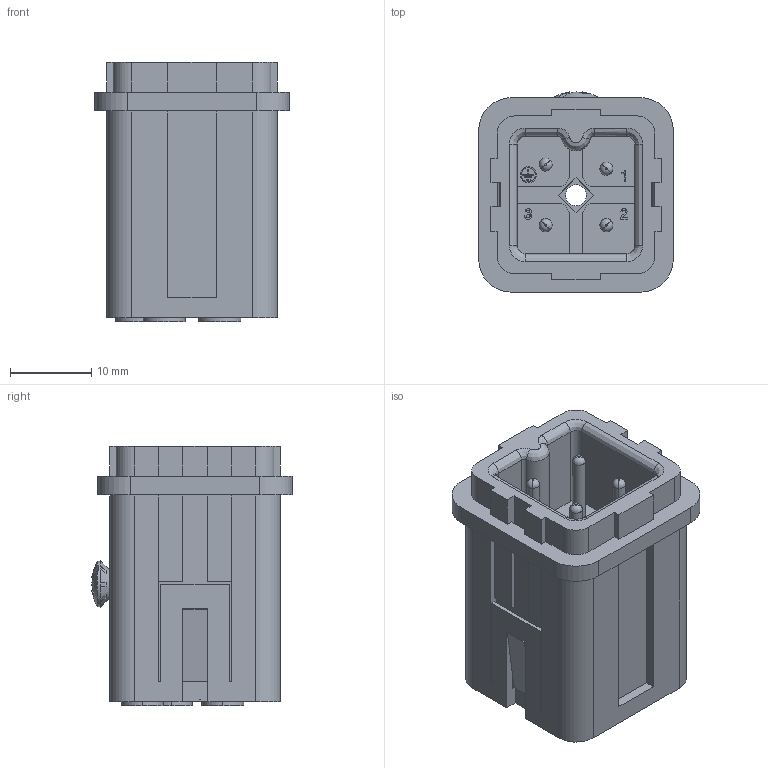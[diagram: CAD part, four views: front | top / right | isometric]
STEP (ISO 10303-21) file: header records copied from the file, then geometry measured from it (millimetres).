
FILE_DESCRIPTION(('Creo Elements/Direct Modeling STEP Export'),'2;1');
FILE_NAME('0lndrr03le7e6mo1280','2014-10-28T14:56:53',(''),(''),'Creo Elements/Direct Modeling STEP processor for AP214 (Solid Model)','Creo Elements/Direct Modeling 18.1F 24-Jul-2014 (C) Parametric Technology GmbH','');
FILE_SCHEMA(('AUTOMOTIVE_DESIGN { 1 0 10303 214 1 1 1 1 }'));
Length unit declared in the file: millimetre
Products named in the file (2): CKSM_03
Assembly tree (1 placements, depth 2):
  CKSM_03
    CKSM_03
Bounding box: 24 x 24.74 x 32 mm (x, y, z)
Volume: 9788.3 mm3; surface area: 6604.1 mm2
Topology: 1 solids, 1 shells, 684 faces, 1894 edges, 1248 vertices
Faces by surface type: plane 566, cylinder 84, bspline 12, cone 12, torus 8, sphere 2
Entity records: 28454 total; most frequent: CARTESIAN_POINT 6415, ORIENTED_EDGE 3788, DIRECTION 3192, EDGE_CURVE 1894, VECTOR 1546, LINE 1546, VERTEX_POINT 1248, AXIS2_PLACEMENT_3D 823
